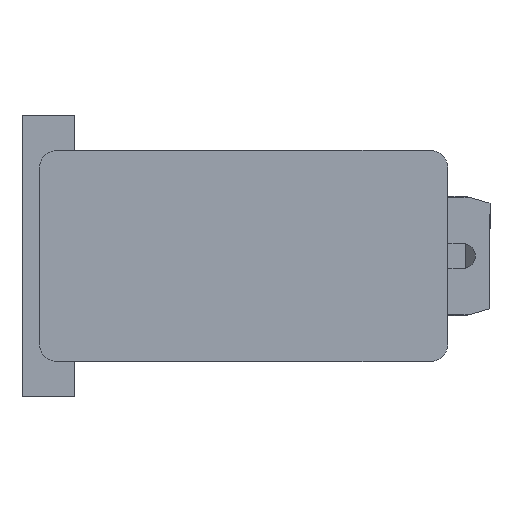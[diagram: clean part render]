
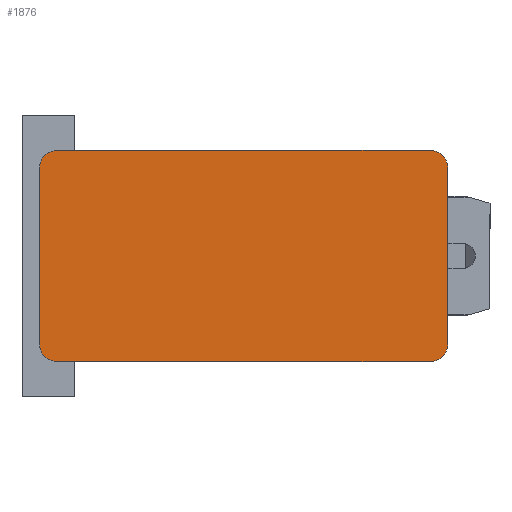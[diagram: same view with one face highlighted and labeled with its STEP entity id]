
A CAD part, front view. The second image highlights one B-rep face of the part: STEP entity #1876.
In plain terms, the highlighted face is planar.
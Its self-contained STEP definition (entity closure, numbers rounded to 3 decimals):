
#87 = DIRECTION ( 'NONE',  ( -1., 0., 0. ) ) ;
#1012 = VERTEX_POINT ( 'NONE', #13910 ) ;
#1266 = ORIENTED_EDGE ( 'NONE', *, *, #6149, .T. ) ;
#1296 = CARTESIAN_POINT ( 'NONE',  ( 25., 21., -56. ) ) ;
#1611 = CARTESIAN_POINT ( 'NONE',  ( 25., 21., -56. ) ) ;
#1731 = CARTESIAN_POINT ( 'NONE',  ( -25., -90., -56. ) ) ;
#1876 = ADVANCED_FACE ( 'NONE', ( #15659 ), #24729, .T. ) ;
#1938 = EDGE_CURVE ( 'NONE', #1012, #2050, #11428, .T. ) ;
#1969 = DIRECTION ( 'NONE',  ( 0., -1., 0. ) ) ;
#2050 = VERTEX_POINT ( 'NONE', #24978 ) ;
#2466 = DIRECTION ( 'NONE',  ( -1., 0., 0. ) ) ;
#2546 = VECTOR ( 'NONE', #3711, 1000. ) ;
#2585 = CIRCLE ( 'NONE', #16992, 5. ) ;
#3346 = DIRECTION ( 'NONE',  ( 1., 0., 0. ) ) ;
#3355 = CARTESIAN_POINT ( 'NONE',  ( -25., 21., -56. ) ) ;
#3711 = DIRECTION ( 'NONE',  ( 0., 1., 0. ) ) ;
#3734 = LINE ( 'NONE', #16736, #11683 ) ;
#3807 = VERTEX_POINT ( 'NONE', #1731 ) ;
#4272 = CARTESIAN_POINT ( 'NONE',  ( 25., -85., -56. ) ) ;
#4324 = ORIENTED_EDGE ( 'NONE', *, *, #7661, .T. ) ;
#4509 = CARTESIAN_POINT ( 'NONE',  ( -30., -85., -56. ) ) ;
#5910 = LINE ( 'NONE', #13717, #2546 ) ;
#6149 = EDGE_CURVE ( 'NONE', #14874, #22708, #21233, .T. ) ;
#6238 = DIRECTION ( 'NONE',  ( 0., 0., -1. ) ) ;
#7661 = EDGE_CURVE ( 'NONE', #3807, #21673, #24174, .T. ) ;
#7691 = EDGE_CURVE ( 'NONE', #21673, #1012, #5910, .T. ) ;
#8061 = CARTESIAN_POINT ( 'NONE',  ( 25., -90., -56. ) ) ;
#9244 = ORIENTED_EDGE ( 'NONE', *, *, #1938, .T. ) ;
#10225 = ORIENTED_EDGE ( 'NONE', *, *, #13378, .T. ) ;
#10243 = AXIS2_PLACEMENT_3D ( 'NONE', #17433, #25247, #19306 ) ;
#10423 = EDGE_CURVE ( 'NONE', #22708, #21754, #11102, .T. ) ;
#11102 = LINE ( 'NONE', #21372, #22340 ) ;
#11146 = DIRECTION ( 'NONE',  ( -1., 0., 0. ) ) ;
#11428 = CIRCLE ( 'NONE', #13010, 5. ) ;
#11683 = VECTOR ( 'NONE', #3346, 1000. ) ;
#11736 = CARTESIAN_POINT ( 'NONE',  ( 25., -90., -56. ) ) ;
#12227 = CARTESIAN_POINT ( 'NONE',  ( 30., 21., -56. ) ) ;
#12835 = AXIS2_PLACEMENT_3D ( 'NONE', #1611, #23405, #15595 ) ;
#12933 = DIRECTION ( 'NONE',  ( -1., 0., 0. ) ) ;
#13010 = AXIS2_PLACEMENT_3D ( 'NONE', #3355, #14806, #11146 ) ;
#13378 = EDGE_CURVE ( 'NONE', #2050, #14874, #3734, .T. ) ;
#13717 = CARTESIAN_POINT ( 'NONE',  ( -30., -85., -56. ) ) ;
#13910 = CARTESIAN_POINT ( 'NONE',  ( -30., 21., -56. ) ) ;
#14806 = DIRECTION ( 'NONE',  ( 0., 0., -1. ) ) ;
#14874 = VERTEX_POINT ( 'NONE', #22006 ) ;
#15034 = LINE ( 'NONE', #11736, #15972 ) ;
#15595 = DIRECTION ( 'NONE',  ( -1., 0., 0. ) ) ;
#15659 = FACE_OUTER_BOUND ( 'NONE', #23216, .T. ) ;
#15905 = VERTEX_POINT ( 'NONE', #8061 ) ;
#15972 = VECTOR ( 'NONE', #87, 1000. ) ;
#16678 = ORIENTED_EDGE ( 'NONE', *, *, #7691, .T. ) ;
#16736 = CARTESIAN_POINT ( 'NONE',  ( -25., 26., -56. ) ) ;
#16992 = AXIS2_PLACEMENT_3D ( 'NONE', #4272, #6238, #2466 ) ;
#17433 = CARTESIAN_POINT ( 'NONE',  ( -25., -85., -56. ) ) ;
#19306 = DIRECTION ( 'NONE',  ( -1., 0., 0. ) ) ;
#19978 = AXIS2_PLACEMENT_3D ( 'NONE', #1296, #24464, #12933 ) ;
#20523 = ORIENTED_EDGE ( 'NONE', *, *, #24374, .T. ) ;
#21233 = CIRCLE ( 'NONE', #12835, 5. ) ;
#21372 = CARTESIAN_POINT ( 'NONE',  ( 30., 21., -56. ) ) ;
#21673 = VERTEX_POINT ( 'NONE', #4509 ) ;
#21754 = VERTEX_POINT ( 'NONE', #21964 ) ;
#21964 = CARTESIAN_POINT ( 'NONE',  ( 30., -85., -56. ) ) ;
#22006 = CARTESIAN_POINT ( 'NONE',  ( 25., 26., -56. ) ) ;
#22340 = VECTOR ( 'NONE', #1969, 1000. ) ;
#22679 = EDGE_CURVE ( 'NONE', #21754, #15905, #2585, .T. ) ;
#22708 = VERTEX_POINT ( 'NONE', #12227 ) ;
#23094 = ORIENTED_EDGE ( 'NONE', *, *, #22679, .T. ) ;
#23216 = EDGE_LOOP ( 'NONE', ( #1266, #24731, #23094, #20523, #4324, #16678, #9244, #10225 ) ) ;
#23405 = DIRECTION ( 'NONE',  ( 0., 0., -1. ) ) ;
#24174 = CIRCLE ( 'NONE', #10243, 5. ) ;
#24374 = EDGE_CURVE ( 'NONE', #15905, #3807, #15034, .T. ) ;
#24464 = DIRECTION ( 'NONE',  ( 0., 0., -1. ) ) ;
#24729 = PLANE ( 'NONE',  #19978 ) ;
#24731 = ORIENTED_EDGE ( 'NONE', *, *, #10423, .T. ) ;
#24978 = CARTESIAN_POINT ( 'NONE',  ( -25., 26., -56. ) ) ;
#25247 = DIRECTION ( 'NONE',  ( 0., 0., -1. ) ) ;
